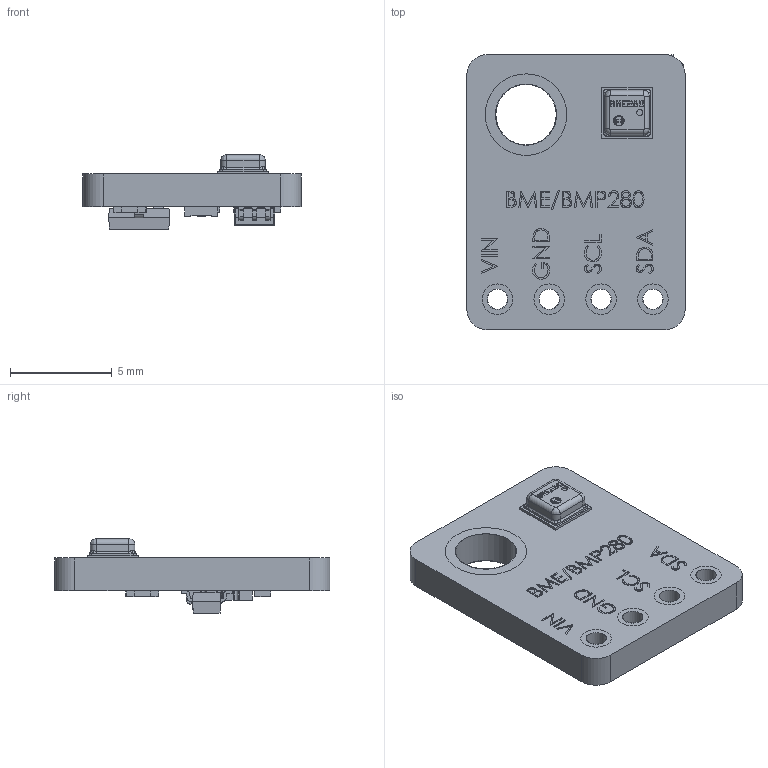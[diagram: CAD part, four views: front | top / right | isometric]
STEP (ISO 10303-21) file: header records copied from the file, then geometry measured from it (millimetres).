
FILE_DESCRIPTION(/* description */ ('STEP AP214'),/* implementation_level */ '2;1');
FILE_NAME(/* name */ 'BME280.step',/* time_stamp */ '2025-08-25T19:18:10Z',/* author */ (''),/* organization */ (''),/* preprocessor_version */ 'ST-DEVELOPER v20.1',/* originating_system */ 'Autodesk Translation Framework v14.10.0.0',/* authorisation */ '');
FILE_SCHEMA (('AUTOMOTIVE_DESIGN { 1 0 10303 214 3 1 1 }'));
Products named in the file (2): GY-BME280; BME280
Assembly tree (1 placements, depth 2):
  GY-BME280
    BME280
Bounding box: 10.7 x 13.52 x 3.63 mm (x, y, z)
Volume: 244.2 mm3; surface area: 577.6 mm2
Topology: 42 solids, 42 shells, 1339 faces, 3459 edges, 2226 vertices
Faces by surface type: plane 721, bspline 392, cylinder 186, sphere 36, torus 4
Full cylindrical faces by diameter (mm): 0.122 x1, 0.297 x1, 0.457 x1, 0.514 x1, 0.98 x4, 1 x4, 1.5 x4, 2.96 x1, 3 x1, 4 x1
Entity records: 60597 total; most frequent: CARTESIAN_POINT 29329, ORIENTED_EDGE 6854, DIRECTION 4863, EDGE_CURVE 3427, LINE 2245, VECTOR 2245, VERTEX_POINT 2226, EDGE_LOOP 1441
